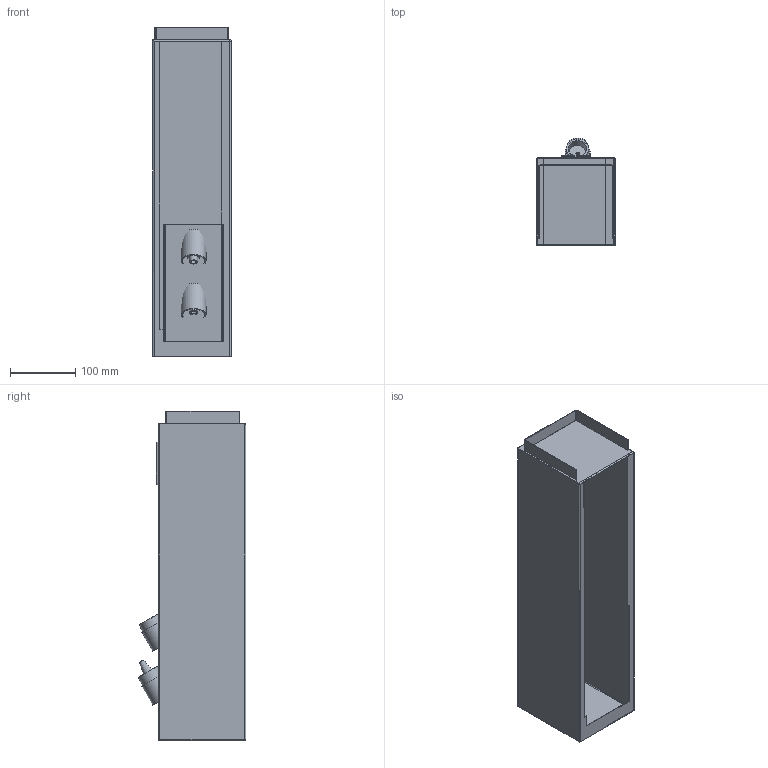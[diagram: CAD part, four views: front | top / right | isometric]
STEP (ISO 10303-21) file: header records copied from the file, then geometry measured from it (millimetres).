
FILE_DESCRIPTION(/* description */ ('Unknown'),/* implementation_level */ '2;1');
FILE_NAME(/* name */ 'BC06',/* time_stamp */ '2015-07-23T08:43:37+01:00',/* author */ ('Unknown'),/* organization */ ('Unknown'),/* preprocessor_version */ 'ST-DEVELOPER v16',/* originating_system */ 'DEX',/* authorisation */ $);
FILE_SCHEMA (('AUTOMOTIVE_DESIGN {1 0 10303 214 3 1 1}'));
Length unit declared in the file: millimetre
Products named in the file (9): BC06; system_narrow_depth_housing; FRONT_PLATE_ASSY_2_NOZZLE; front_plate_plate; front_plate_nozzle_tube; nozzle_pressure; nozzle_vac; tower_badge; BC06base
Assembly tree (9 placements, depth 3):
  BC06
    system_narrow_depth_housing
    FRONT_PLATE_ASSY_2_NOZZLE
      front_plate_plate
      front_plate_nozzle_tube  x2
      nozzle_pressure
      nozzle_vac
    tower_badge
    BC06base
Bounding box: 120 x 164.96 x 504 mm (x, y, z)
Volume: 325326.2 mm3; surface area: 552189.2 mm2
Topology: 8 solids, 8 shells, 156 faces, 354 edges, 213 vertices
Faces by surface type: plane 78, cylinder 55, sphere 10, torus 10, cone 3
Full cylindrical faces by diameter (mm): 3 x2, 8 x2, 12.6 x2, 19.6 x2, 25.6 x2, 27.5 x1, 34 x4, 38 x2
Entity records: 4087 total; most frequent: DIRECTION 727, CARTESIAN_POINT 640, ORIENTED_EDGE 582, EDGE_CURVE 291, AXIS2_PLACEMENT_3D 277, EDGE_LOOP 193, FACE_BOUND 193, VERTEX_POINT 190
